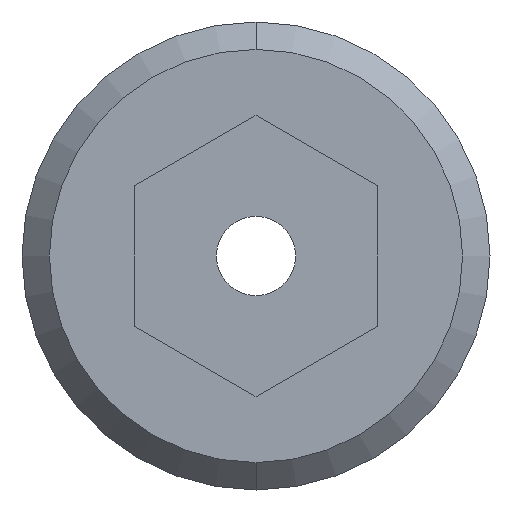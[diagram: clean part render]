
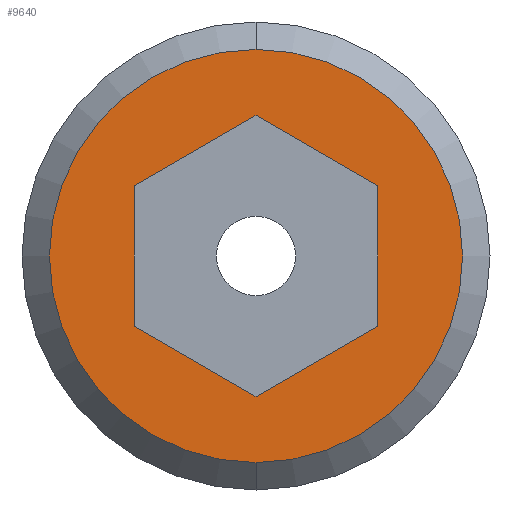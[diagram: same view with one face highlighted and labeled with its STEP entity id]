
A CAD part, left-side view. The second image highlights one B-rep face of the part: STEP entity #9640.
In plain terms, the highlighted planar face has unit normal (-1, 0, 0).
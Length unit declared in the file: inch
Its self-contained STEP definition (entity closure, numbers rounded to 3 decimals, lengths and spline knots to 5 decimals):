
#4087=CARTESIAN_POINT('',(-0.188,0.,0.));
#4088=DIRECTION('',(-1.,0.,0.));
#4089=DIRECTION('',(0.,1.,0.));
#4090=AXIS2_PLACEMENT_3D('',#4087,#4088,#4089);
#4105=DIRECTION('',(0.,0.5,0.866));
#4106=VECTOR('',#4105,0.09238);
#4107=CARTESIAN_POINT('',(-0.188,0.04619,-0.08));
#4108=LINE('',#4107,#4106);
#4109=DIRECTION('',(0.,1.,0.));
#4110=VECTOR('',#4109,0.09238);
#4111=CARTESIAN_POINT('',(-0.188,-0.04619,-0.08));
#4112=LINE('',#4111,#4110);
#4113=DIRECTION('',(0.,0.5,-0.866));
#4114=VECTOR('',#4113,0.09238);
#4115=CARTESIAN_POINT('',(-0.188,-0.09238,0.));
#4116=LINE('',#4115,#4114);
#4117=DIRECTION('',(0.,-0.5,-0.866));
#4118=VECTOR('',#4117,0.09238);
#4119=CARTESIAN_POINT('',(-0.188,-0.04619,0.08));
#4120=LINE('',#4119,#4118);
#4121=DIRECTION('',(0.,-1.,0.));
#4122=VECTOR('',#4121,0.09238);
#4123=CARTESIAN_POINT('',(-0.188,0.04619,0.08));
#4124=LINE('',#4123,#4122);
#4125=DIRECTION('',(0.,-0.5,0.866));
#4126=VECTOR('',#4125,0.09238);
#4127=CARTESIAN_POINT('',(-0.188,0.09238,0.));
#4128=LINE('',#4127,#4126);
#4129=CARTESIAN_POINT('',(-0.188,0.,0.));
#4130=DIRECTION('',(1.,0.,0.));
#4131=DIRECTION('',(0.,1.,0.));
#4132=AXIS2_PLACEMENT_3D('',#4129,#4130,#4131);
#4381=CARTESIAN_POINT('',(-0.188,0.13575,0.));
#4382=CARTESIAN_POINT('',(-0.188,-0.13575,0.));
#4383=VERTEX_POINT('',#4381);
#4384=VERTEX_POINT('',#4382);
#4401=CARTESIAN_POINT('',(-0.188,0.04619,-0.08));
#4402=CARTESIAN_POINT('',(-0.188,0.09238,0.));
#4403=VERTEX_POINT('',#4401);
#4404=VERTEX_POINT('',#4402);
#4405=CARTESIAN_POINT('',(-0.188,-0.04619,-0.08));
#4406=VERTEX_POINT('',#4405);
#4407=CARTESIAN_POINT('',(-0.188,-0.09238,0.));
#4408=VERTEX_POINT('',#4407);
#4409=CARTESIAN_POINT('',(-0.188,-0.04619,0.08));
#4410=VERTEX_POINT('',#4409);
#4411=CARTESIAN_POINT('',(-0.188,0.04619,0.08));
#4412=VERTEX_POINT('',#4411);
#9616=CARTESIAN_POINT('',(-0.188,0.,0.));
#9617=DIRECTION('',(1.,0.,0.));
#9618=DIRECTION('',(0.,-1.,0.));
#9619=AXIS2_PLACEMENT_3D('',#9616,#9617,#9618);
#9620=PLANE('',#9619);
#9621=ORIENTED_EDGE('',*,*,#9606,.F.);
#9623=ORIENTED_EDGE('',*,*,#9622,.T.);
#9624=EDGE_LOOP('',(#9621,#9623));
#9625=FACE_OUTER_BOUND('',#9624,.F.);
#9627=ORIENTED_EDGE('',*,*,#9626,.F.);
#9629=ORIENTED_EDGE('',*,*,#9628,.F.);
#9631=ORIENTED_EDGE('',*,*,#9630,.F.);
#9633=ORIENTED_EDGE('',*,*,#9632,.F.);
#9635=ORIENTED_EDGE('',*,*,#9634,.F.);
#9637=ORIENTED_EDGE('',*,*,#9636,.F.);
#9638=EDGE_LOOP('',(#9627,#9629,#9631,#9633,#9635,#9637));
#9639=FACE_BOUND('',#9638,.F.);
#4091=CIRCLE('',#4090,0.13575);
#4133=CIRCLE('',#4132,0.13575);
#9606=EDGE_CURVE('',#4383,#4384,#4091,.T.);
#9622=EDGE_CURVE('',#4383,#4384,#4133,.T.);
#9626=EDGE_CURVE('',#4403,#4404,#4108,.T.);
#9628=EDGE_CURVE('',#4406,#4403,#4112,.T.);
#9630=EDGE_CURVE('',#4408,#4406,#4116,.T.);
#9632=EDGE_CURVE('',#4410,#4408,#4120,.T.);
#9634=EDGE_CURVE('',#4412,#4410,#4124,.T.);
#9636=EDGE_CURVE('',#4404,#4412,#4128,.T.);
#9640=ADVANCED_FACE('',(#9625,#9639),#9620,.F.);
